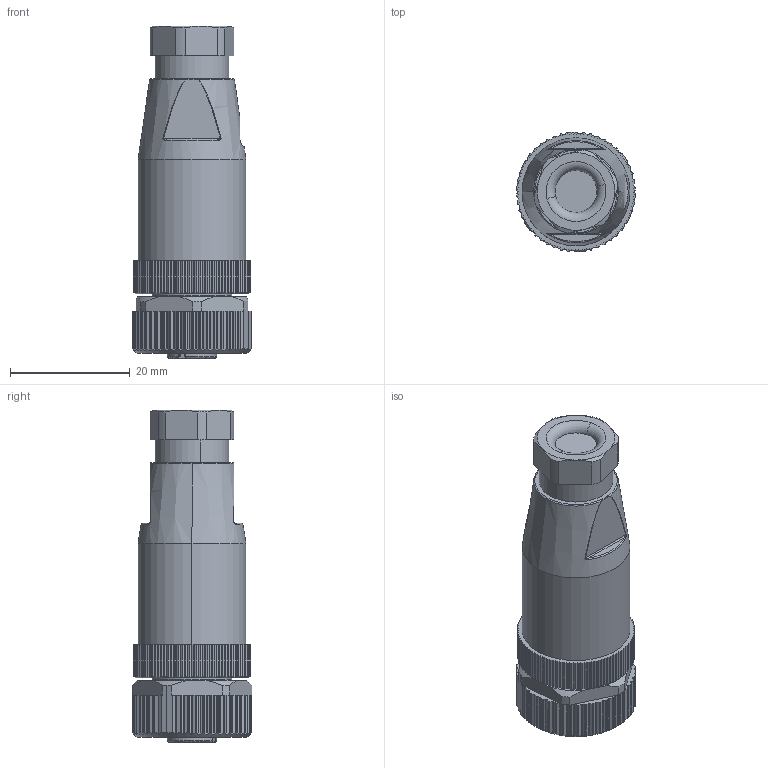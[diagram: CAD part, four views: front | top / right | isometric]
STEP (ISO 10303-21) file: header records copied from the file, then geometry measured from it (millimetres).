
FILE_DESCRIPTION((''),'2;1');
FILE_NAME('234942_ASM','2023-05-30T14:56:06',('banengservice'),('BANNER ENGINEERING'),'CREO PARAMETRIC BY PTC INC, 2022414','CREO PARAMETRIC BY PTC INC, 2022414','');
FILE_SCHEMA(('CONFIG_CONTROL_DESIGN'));
Length unit declared in the file: millimetre
Products named in the file (2): 234942_EP01; 234942_ASM
Assembly tree (1 placements, depth 2):
  234942_ASM
    234942_EP01
Bounding box: 19.97 x 20 x 55.4 mm (x, y, z)
Volume: 12098.4 mm3; surface area: 4705.1 mm2
Topology: 1 solids, 1 shells, 735 faces, 2109 edges, 1393 vertices
Faces by surface type: plane 358, cylinder 322, cone 32, bspline 12, torus 11
Entity records: 26231 total; most frequent: CARTESIAN_POINT 7436, ORIENTED_EDGE 4218, DIRECTION 3614, EDGE_CURVE 2109, VERTEX_POINT 1393, AXIS2_PLACEMENT_3D 1299, VECTOR 1016, LINE 1016
